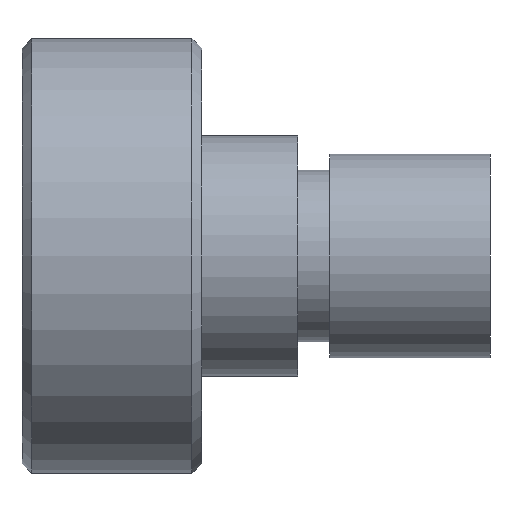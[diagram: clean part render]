
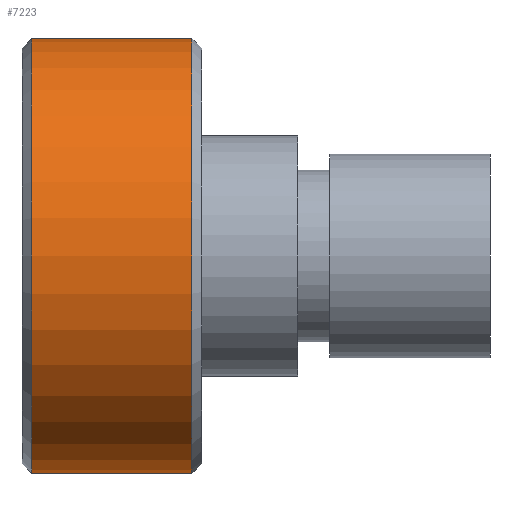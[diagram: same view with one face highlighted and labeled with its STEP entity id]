
A CAD part, front view. The second image highlights one B-rep face of the part: STEP entity #7223.
In plain terms, the highlighted cylindrical face has radius 6.78 mm (diameter 13.56 mm), a full revolution.
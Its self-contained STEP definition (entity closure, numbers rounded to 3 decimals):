
#4886 = CARTESIAN_POINT ( 'NONE',  ( -2.263, 0.608, 0. ) ) ;
#5839 = EDGE_LOOP ( 'NONE', ( #12686 ) ) ;
#6335 = DIRECTION ( 'NONE',  ( 0., 0., 1. ) ) ;
#6753 = VERTEX_POINT ( 'NONE', #12630 ) ;
#6947 = AXIS2_PLACEMENT_3D ( 'NONE', #10311, #7441, #11829 ) ;
#7223 = ADVANCED_FACE ( 'NONE', ( #14452, #10159 ), #12200, .T. ) ;
#7441 = DIRECTION ( 'NONE',  ( -1., 0., 0. ) ) ;
#7623 = DIRECTION ( 'NONE',  ( -1., 0., 0. ) ) ;
#9171 = EDGE_CURVE ( 'NONE', #6753, #6753, #18470, .T. ) ;
#10159 = FACE_OUTER_BOUND ( 'NONE', #11461, .T. ) ;
#10311 = CARTESIAN_POINT ( 'NONE',  ( -7.564, 0.608, 0. ) ) ;
#11461 = EDGE_LOOP ( 'NONE', ( #12278 ) ) ;
#11829 = DIRECTION ( 'NONE',  ( 0., 0., 1. ) ) ;
#12200 = CYLINDRICAL_SURFACE ( 'NONE', #6947, 6.78 ) ;
#12278 = ORIENTED_EDGE ( 'NONE', *, *, #9171, .T. ) ;
#12630 = CARTESIAN_POINT ( 'NONE',  ( -2.263, 0.608, 6.78 ) ) ;
#12686 = ORIENTED_EDGE ( 'NONE', *, *, #14231, .F. ) ;
#13497 = VERTEX_POINT ( 'NONE', #18472 ) ;
#14231 = EDGE_CURVE ( 'NONE', #13497, #13497, #14400, .T. ) ;
#14400 = CIRCLE ( 'NONE', #18634, 6.78 ) ;
#14452 = FACE_OUTER_BOUND ( 'NONE', #5839, .T. ) ;
#14979 = DIRECTION ( 'NONE',  ( -1., 0., 0. ) ) ;
#15369 = AXIS2_PLACEMENT_3D ( 'NONE', #4886, #14979, #6335 ) ;
#16247 = CARTESIAN_POINT ( 'NONE',  ( -7.264, 0.608, 0. ) ) ;
#17716 = DIRECTION ( 'NONE',  ( 0., 0., 1. ) ) ;
#18470 = CIRCLE ( 'NONE', #15369, 6.78 ) ;
#18472 = CARTESIAN_POINT ( 'NONE',  ( -7.264, 0.608, 6.78 ) ) ;
#18634 = AXIS2_PLACEMENT_3D ( 'NONE', #16247, #7623, #17716 ) ;
